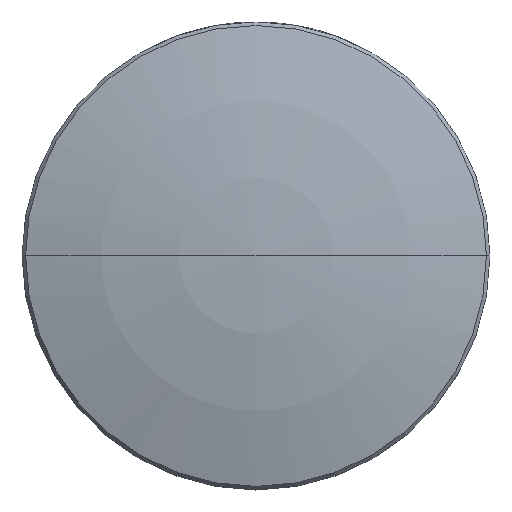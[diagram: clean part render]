
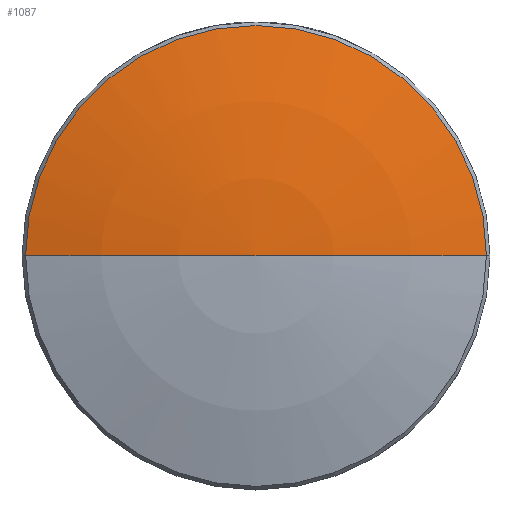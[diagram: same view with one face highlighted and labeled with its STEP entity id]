
A CAD part, top view. The second image highlights one B-rep face of the part: STEP entity #1087.
In plain terms, the highlighted toroidal (fillet/blend) face has major radius 0.014 mm and minor radius 23 mm.
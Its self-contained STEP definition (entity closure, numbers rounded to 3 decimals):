
#36 = CARTESIAN_POINT ( 'NONE',  ( 0.014, 0., -21.655 ) ) ;
#196 = TOROIDAL_SURFACE ( 'NONE', #1552, 0.014, 23. ) ;
#247 = CARTESIAN_POINT ( 'NONE',  ( 0., 0., 0.482 ) ) ;
#255 = ORIENTED_EDGE ( 'NONE', *, *, #965, .T. ) ;
#290 = FACE_OUTER_BOUND ( 'NONE', #1588, .T. ) ;
#316 = AXIS2_PLACEMENT_3D ( 'NONE', #1113, #1383, #729 ) ;
#398 = CIRCLE ( 'NONE', #1305, 6.254 ) ;
#448 = CARTESIAN_POINT ( 'NONE',  ( 6.254, 0., 0.482 ) ) ;
#472 = DIRECTION ( 'NONE',  ( -1., 0., 0. ) ) ;
#548 = CARTESIAN_POINT ( 'NONE',  ( 0., 0., 1.345 ) ) ;
#553 = ORIENTED_EDGE ( 'NONE', *, *, #904, .T. ) ;
#559 = AXIS2_PLACEMENT_3D ( 'NONE', #36, #647, #765 ) ;
#623 = EDGE_CURVE ( 'NONE', #1515, #764, #802, .T. ) ;
#647 = DIRECTION ( 'NONE',  ( 0., -1., 0. ) ) ;
#729 = DIRECTION ( 'NONE',  ( -1., 0., 0. ) ) ;
#733 = DIRECTION ( 'NONE',  ( 1., 0., 0. ) ) ;
#764 = VERTEX_POINT ( 'NONE', #548 ) ;
#765 = DIRECTION ( 'NONE',  ( 0., 0., -1. ) ) ;
#787 = VERTEX_POINT ( 'NONE', #821 ) ;
#802 = CIRCLE ( 'NONE', #559, 23. ) ;
#821 = CARTESIAN_POINT ( 'NONE',  ( -6.254, 0., 0.482 ) ) ;
#882 = CIRCLE ( 'NONE', #316, 23. ) ;
#904 = EDGE_CURVE ( 'NONE', #1515, #787, #398, .T. ) ;
#965 = EDGE_CURVE ( 'NONE', #787, #764, #882, .T. ) ;
#1087 = ADVANCED_FACE ( 'NONE', ( #290 ), #196, .T. ) ;
#1097 = DIRECTION ( 'NONE',  ( 0., 0., 1. ) ) ;
#1113 = CARTESIAN_POINT ( 'NONE',  ( -0.014, 0., -21.655 ) ) ;
#1204 = ORIENTED_EDGE ( 'NONE', *, *, #623, .F. ) ;
#1225 = DIRECTION ( 'NONE',  ( 0., 0., 1. ) ) ;
#1305 = AXIS2_PLACEMENT_3D ( 'NONE', #247, #1097, #472 ) ;
#1383 = DIRECTION ( 'NONE',  ( 0., 1., 0. ) ) ;
#1515 = VERTEX_POINT ( 'NONE', #448 ) ;
#1552 = AXIS2_PLACEMENT_3D ( 'NONE', #1592, #1225, #733 ) ;
#1588 = EDGE_LOOP ( 'NONE', ( #553, #255, #1204 ) ) ;
#1592 = CARTESIAN_POINT ( 'NONE',  ( 0., 0., -21.655 ) ) ;
